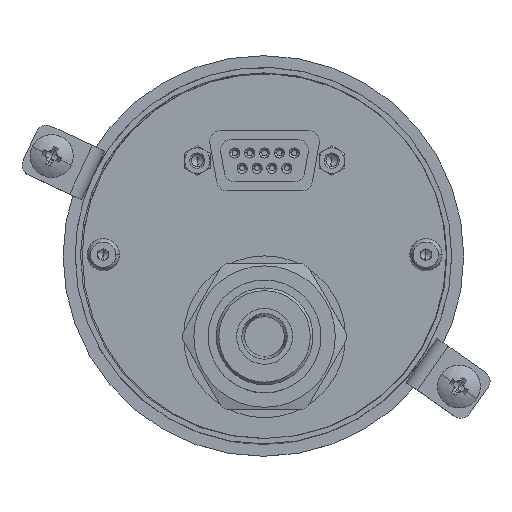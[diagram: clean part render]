
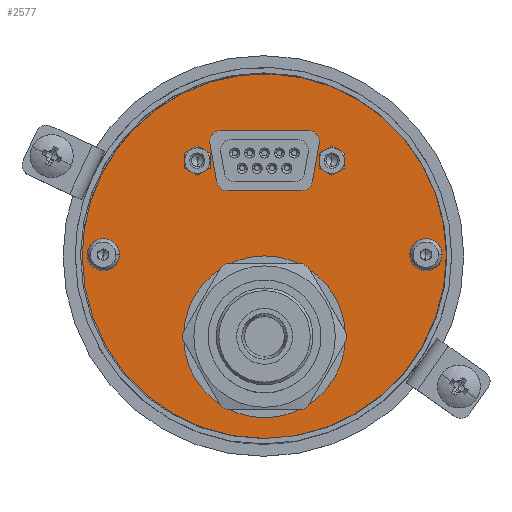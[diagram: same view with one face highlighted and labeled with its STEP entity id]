
A CAD part, top view. The second image highlights one B-rep face of the part: STEP entity #2577.
In plain terms, the highlighted planar face has unit normal (0, 0, 1).
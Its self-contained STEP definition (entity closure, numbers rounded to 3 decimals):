
#2577=ADVANCED_FACE('4:80',(#5055,#5056,#5057,#5058,#5059,#5060,#5061),#5062,.T.);
#5055=FACE_BOUND('',#7788,.T.);
#5056=FACE_BOUND('',#7789,.T.);
#5057=FACE_BOUND('',#7790,.T.);
#5058=FACE_OUTER_BOUND('',#7791,.T.);
#5059=FACE_BOUND('',#7792,.T.);
#5060=FACE_BOUND('',#7793,.T.);
#5061=FACE_BOUND('',#7794,.T.);
#5062=PLANE('',#7795);
#7788=EDGE_LOOP('',(#13663,#13664));
#7789=EDGE_LOOP('',(#13665,#13666));
#7790=EDGE_LOOP('',(#13667,#13668));
#7791=EDGE_LOOP('',(#13669,#13670,#13671));
#7792=EDGE_LOOP('',(#13672,#13673));
#7793=EDGE_LOOP('',(#13674,#13675));
#7794=EDGE_LOOP('',(#13676,#13677,#13678,#13679,#13680,#13681,#13682,#13683,#13684,#13685));
#7795=AXIS2_PLACEMENT_3D('',#13686,#13687,#13688);
#13663=ORIENTED_EDGE('',*,*,#15082,.F.);
#13664=ORIENTED_EDGE('',*,*,#15442,.F.);
#13665=ORIENTED_EDGE('',*,*,#16893,.F.);
#13666=ORIENTED_EDGE('',*,*,#15420,.F.);
#13667=ORIENTED_EDGE('',*,*,#16894,.F.);
#13668=ORIENTED_EDGE('',*,*,#16423,.F.);
#13669=ORIENTED_EDGE('',*,*,#15720,.T.);
#13670=ORIENTED_EDGE('',*,*,#16895,.T.);
#13671=ORIENTED_EDGE('',*,*,#15721,.T.);
#13672=ORIENTED_EDGE('',*,*,#16896,.T.);
#13673=ORIENTED_EDGE('',*,*,#16743,.T.);
#13674=ORIENTED_EDGE('',*,*,#15939,.T.);
#13675=ORIENTED_EDGE('',*,*,#16841,.T.);
#13676=ORIENTED_EDGE('',*,*,#16859,.T.);
#13677=ORIENTED_EDGE('',*,*,#15546,.F.);
#13678=ORIENTED_EDGE('',*,*,#16190,.F.);
#13679=ORIENTED_EDGE('',*,*,#15533,.F.);
#13680=ORIENTED_EDGE('',*,*,#16228,.F.);
#13681=ORIENTED_EDGE('',*,*,#16017,.T.);
#13682=ORIENTED_EDGE('',*,*,#15560,.T.);
#13683=ORIENTED_EDGE('',*,*,#14851,.T.);
#13684=ORIENTED_EDGE('',*,*,#16897,.T.);
#13685=ORIENTED_EDGE('',*,*,#16596,.T.);
#13686=CARTESIAN_POINT('',(93.116,83.15,0.0));
#13687=DIRECTION('',(0.0,0.0,1.0));
#13688=DIRECTION('',(1.0,0.0,0.0));
#14851=EDGE_CURVE('',#17400,#17404,#17406,.T.);
#15082=EDGE_CURVE('0:2205',#17791,#17786,#17793,.T.);
#15420=EDGE_CURVE('',#18352,#18355,#18356,.T.);
#15442=EDGE_CURVE('',#17786,#17791,#18389,.T.);
#15533=EDGE_CURVE('',#18534,#18537,#18538,.T.);
#15546=EDGE_CURVE('4:89',#18555,#18557,#18558,.T.);
#15560=EDGE_CURVE('4:104',#18580,#17400,#18581,.T.);
#15720=EDGE_CURVE('4:120',#18830,#18828,#18831,.T.);
#15721=EDGE_CURVE('',#18823,#18830,#18832,.T.);
#15939=EDGE_CURVE('0:2307',#19141,#19146,#19148,.T.);
#16017=EDGE_CURVE('4:101',#19255,#18580,#19256,.T.);
#16190=EDGE_CURVE('4:92',#18537,#18555,#19484,.T.);
#16228=EDGE_CURVE('4:86',#19255,#18534,#19532,.T.);
#16423=EDGE_CURVE('',#19787,#19782,#19789,.T.);
#16596=EDGE_CURVE('4:110',#20006,#20004,#20007,.T.);
#16743=EDGE_CURVE('',#20177,#20179,#20181,.F.);
#16841=EDGE_CURVE('',#19146,#19141,#20288,.T.);
#16859=EDGE_CURVE('4:95',#20004,#18557,#20306,.T.);
#16893=EDGE_CURVE('0:2283',#18355,#18352,#20343,.T.);
#16894=EDGE_CURVE('0:2289',#19782,#19787,#20344,.T.);
#16895=EDGE_CURVE('',#18828,#18823,#20345,.T.);
#16896=EDGE_CURVE('0:2301',#20179,#20177,#20346,.F.);
#16897=EDGE_CURVE('4:107',#17404,#20006,#20347,.T.);
#17400=VERTEX_POINT('',#21051);
#17404=VERTEX_POINT('',#21056);
#17406=CIRCLE('',#21059,2.);
#17786=VERTEX_POINT('',#21640);
#17791=VERTEX_POINT('',#21646);
#17793=CIRCLE('',#21649,1.75);
#18352=VERTEX_POINT('',#22444);
#18355=VERTEX_POINT('',#22448);
#18356=CIRCLE('',#22449,1.75);
#18389=CIRCLE('',#22491,1.75);
#18534=VERTEX_POINT('',#22700);
#18537=VERTEX_POINT('',#22704);
#18538=CIRCLE('',#22705,2.);
#18555=VERTEX_POINT('',#22725);
#18557=VERTEX_POINT('',#22728);
#18558=CIRCLE('',#22729,2.);
#18580=VERTEX_POINT('',#22760);
#18581=CIRCLE('',#22761,2.);
#18823=VERTEX_POINT('',#23100);
#18828=VERTEX_POINT('',#23106);
#18830=VERTEX_POINT('',#23109);
#18831=CIRCLE('',#23110,33.9);
#18832=CIRCLE('',#23111,33.9);
#19141=VERTEX_POINT('',#23587);
#19146=VERTEX_POINT('',#23593);
#19148=CIRCLE('',#23596,1.6);
#19255=VERTEX_POINT('',#23780);
#19256=LINE('',#23781,#23782);
#19484=LINE('',#24090,#24091);
#19532=CIRCLE('',#24156,2.);
#19782=VERTEX_POINT('',#24529);
#19787=VERTEX_POINT('',#24535);
#19789=CIRCLE('',#24538,1.6);
#20004=VERTEX_POINT('',#24868);
#20006=VERTEX_POINT('',#24871);
#20007=CIRCLE('',#24872,2.);
#20177=VERTEX_POINT('',#25125);
#20179=VERTEX_POINT('',#25128);
#20181=CIRCLE('',#25131,15.05);
#20288=CIRCLE('',#25275,1.6);
#20306=LINE('',#25295,#25296);
#20343=CIRCLE('',#25350,1.75);
#20344=CIRCLE('',#25351,1.6);
#20345=CIRCLE('',#25352,33.9);
#20346=CIRCLE('',#25353,15.05);
#20347=LINE('',#25354,#25355);
#21051=CARTESIAN_POINT('',(103.316,119.5,0.0));
#21056=CARTESIAN_POINT('',(103.286,119.153,0.0));
#21059=AXIS2_PLACEMENT_3D('',#25831,#25832,#25833);
#21640=CARTESIAN_POINT('',(64.866,98.4,0.0));
#21646=CARTESIAN_POINT('',(61.366,98.4,0.0));
#21649=AXIS2_PLACEMENT_3D('',#26150,#26151,#26152);
#22444=CARTESIAN_POINT('',(124.865,98.4,0.0));
#22448=CARTESIAN_POINT('',(121.365,98.4,0.0));
#22449=AXIS2_PLACEMENT_3D('',#26659,#26660,#26661);
#22491=AXIS2_PLACEMENT_3D('',#26695,#26696,#26697);
#22700=CARTESIAN_POINT('',(82.916,119.5,0.0));
#22704=CARTESIAN_POINT('',(82.947,119.153,0.0));
#22705=AXIS2_PLACEMENT_3D('',#26841,#26842,#26843);
#22725=CARTESIAN_POINT('',(84.216,111.953,0.0));
#22728=CARTESIAN_POINT('',(86.186,110.3,0.0));
#22729=AXIS2_PLACEMENT_3D('',#26860,#26861,#26862);
#22760=CARTESIAN_POINT('',(101.316,121.5,0.0));
#22761=AXIS2_PLACEMENT_3D('',#26875,#26876,#26877);
#23100=CARTESIAN_POINT('',(127.016,98.15,0.0));
#23106=CARTESIAN_POINT('',(59.216,98.15,0.0));
#23109=CARTESIAN_POINT('',(68.54,121.5,0.0));
#23110=AXIS2_PLACEMENT_3D('',#27085,#27086,#27087);
#23111=AXIS2_PLACEMENT_3D('',#27088,#27089,#27090);
#23587=CARTESIAN_POINT('',(82.216,115.9,0.0));
#23593=CARTESIAN_POINT('',(79.016,115.9,0.0));
#23596=AXIS2_PLACEMENT_3D('',#27400,#27401,#27402);
#23780=CARTESIAN_POINT('',(84.916,121.5,0.0));
#23781=CARTESIAN_POINT('',(93.116,121.5,0.0));
#23782=VECTOR('',#27509,1.0);
#24090=CARTESIAN_POINT('',(82.947,119.153,0.0));
#24091=VECTOR('',#27731,1.0);
#24156=AXIS2_PLACEMENT_3D('',#27794,#27795,#27796);
#24529=CARTESIAN_POINT('',(107.216,115.9,0.0));
#24535=CARTESIAN_POINT('',(104.016,115.9,0.0));
#24538=AXIS2_PLACEMENT_3D('',#28024,#28025,#28026);
#24868=CARTESIAN_POINT('',(100.047,110.3,0.0));
#24871=CARTESIAN_POINT('',(102.016,111.953,0.0));
#24872=AXIS2_PLACEMENT_3D('',#28229,#28230,#28231);
#25125=CARTESIAN_POINT('',(108.166,83.15,0.0));
#25128=CARTESIAN_POINT('',(78.066,83.15,0.0));
#25131=AXIS2_PLACEMENT_3D('',#28382,#28383,#28384);
#25275=AXIS2_PLACEMENT_3D('',#28476,#28477,#28478);
#25295=CARTESIAN_POINT('',(93.116,110.3,0.0));
#25296=VECTOR('',#28484,1.0);
#25350=AXIS2_PLACEMENT_3D('',#28502,#28503,#28504);
#25351=AXIS2_PLACEMENT_3D('',#28505,#28506,#28507);
#25352=AXIS2_PLACEMENT_3D('',#28508,#28509,#28510);
#25353=AXIS2_PLACEMENT_3D('',#28511,#28512,#28513);
#25354=CARTESIAN_POINT('',(103.286,119.153,0.0));
#25355=VECTOR('',#28514,1.0);
#25831=CARTESIAN_POINT('',(101.316,119.5,0.0));
#25832=DIRECTION('',(0.0,0.0,-1.0));
#25833=DIRECTION('',(-1.0,0.0,0.0));
#26150=CARTESIAN_POINT('',(63.116,98.4,0.0));
#26151=DIRECTION('',(0.0,0.0,1.0));
#26152=DIRECTION('',(1.0,0.0,0.0));
#26659=CARTESIAN_POINT('',(123.115,98.4,0.0));
#26660=DIRECTION('',(0.0,0.0,1.0));
#26661=DIRECTION('',(1.0,0.0,0.0));
#26695=CARTESIAN_POINT('',(63.116,98.4,0.0));
#26696=DIRECTION('',(0.0,0.0,1.0));
#26697=DIRECTION('',(1.0,0.0,0.0));
#26841=CARTESIAN_POINT('',(84.916,119.5,0.0));
#26842=DIRECTION('',(0.0,0.0,1.0));
#26843=DIRECTION('',(1.0,0.0,-0.0));
#26860=CARTESIAN_POINT('',(86.186,112.3,0.0));
#26861=DIRECTION('',(0.0,0.0,1.0));
#26862=DIRECTION('',(-0.985,-0.174,0.0));
#26875=CARTESIAN_POINT('',(101.316,119.5,0.0));
#26876=DIRECTION('',(0.0,0.0,-1.0));
#26877=DIRECTION('',(-1.0,0.0,0.0));
#27085=CARTESIAN_POINT('',(93.116,98.15,0.0));
#27086=DIRECTION('',(0.0,0.0,1.0));
#27087=DIRECTION('',(1.0,0.0,0.0));
#27088=CARTESIAN_POINT('',(93.116,98.15,0.0));
#27089=DIRECTION('',(0.0,0.0,1.0));
#27090=DIRECTION('',(1.0,0.0,0.0));
#27400=CARTESIAN_POINT('',(80.616,115.9,0.0));
#27401=DIRECTION('',(0.0,0.0,-1.0));
#27402=DIRECTION('',(1.0,0.0,0.0));
#27509=DIRECTION('',(1.0,0.0,0.0));
#27731=DIRECTION('',(0.174,-0.985,0.0));
#27794=CARTESIAN_POINT('',(84.916,119.5,0.0));
#27795=DIRECTION('',(0.0,0.0,1.0));
#27796=DIRECTION('',(1.0,0.0,-0.0));
#28024=CARTESIAN_POINT('',(105.616,115.9,0.0));
#28025=DIRECTION('',(0.0,0.0,1.0));
#28026=DIRECTION('',(1.0,0.0,0.0));
#28229=CARTESIAN_POINT('',(100.047,112.3,0.0));
#28230=DIRECTION('',(0.0,-0.0,-1.0));
#28231=DIRECTION('',(0.985,-0.174,0.0));
#28382=CARTESIAN_POINT('',(93.116,83.15,0.0));
#28383=DIRECTION('',(0.0,0.0,1.0));
#28384=DIRECTION('',(1.0,0.0,0.0));
#28476=CARTESIAN_POINT('',(80.616,115.9,0.0));
#28477=DIRECTION('',(0.0,0.0,-1.0));
#28478=DIRECTION('',(1.0,0.0,0.0));
#28484=DIRECTION('',(-1.0,0.0,0.0));
#28502=CARTESIAN_POINT('',(123.115,98.4,0.0));
#28503=DIRECTION('',(0.0,0.0,1.0));
#28504=DIRECTION('',(1.0,0.0,0.0));
#28505=CARTESIAN_POINT('',(105.616,115.9,0.0));
#28506=DIRECTION('',(0.0,0.0,1.0));
#28507=DIRECTION('',(1.0,0.0,0.0));
#28508=CARTESIAN_POINT('',(93.116,98.15,0.0));
#28509=DIRECTION('',(0.0,0.0,1.0));
#28510=DIRECTION('',(1.0,0.0,0.0));
#28511=CARTESIAN_POINT('',(93.116,83.15,0.0));
#28512=DIRECTION('',(0.0,0.0,1.0));
#28513=DIRECTION('',(1.0,0.0,0.0));
#28514=DIRECTION('',(-0.174,-0.985,0.0));
